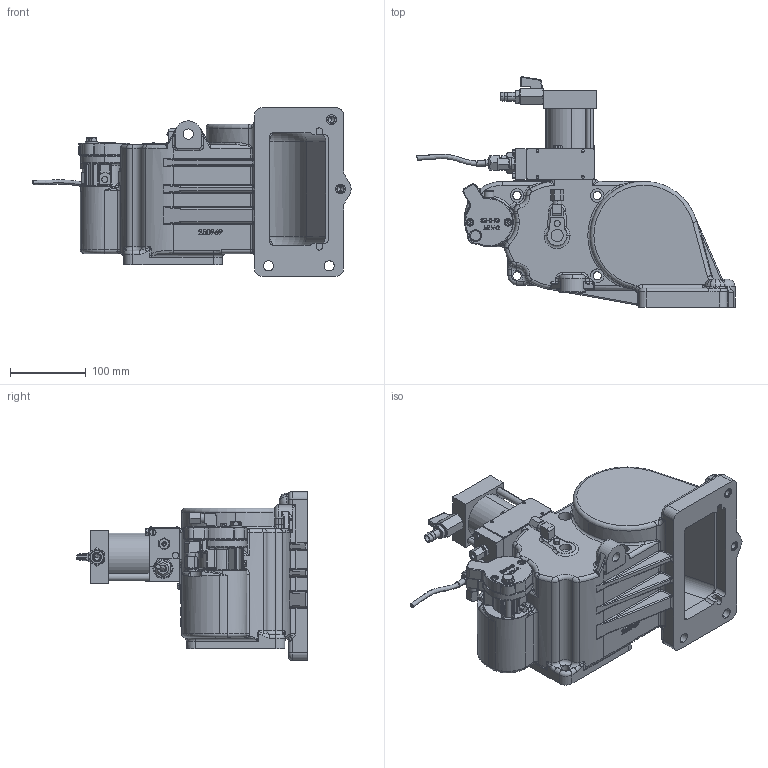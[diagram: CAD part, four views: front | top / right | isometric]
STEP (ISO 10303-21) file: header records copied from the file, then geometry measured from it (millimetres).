
FILE_DESCRIPTION (( 'STEP AP214' ), '1' );
FILE_NAME ('GV80SE-M_252537.STEP', '2014-09-09T11:55:36', ( 'Admin2' ), ( '' ), 'SwSTEP 2.0', 'SolidWorks 2010', '' );
FILE_SCHEMA (( 'AUTOMOTIVE_DESIGN' ));
Length unit declared in the file: millimetre
Products named in the file (1): GV80SE-M_252537
Bounding box: 420.11 x 304.44 x 223 mm (x, y, z)
Volume: 3318830.8 mm3; surface area: 755356.3 mm2
Topology: 50 solids, 50 shells, 3485 faces, 8536 edges, 5165 vertices
Faces by surface type: plane 1148, cylinder 942, bspline 589, cone 404, torus 374, sphere 28
Entity records: 173105 total; most frequent: CARTESIAN_POINT 56547, ORIENTED_EDGE 16730, DIRECTION 15246, EDGE_CURVE 8365, AXIS2_PLACEMENT_3D 5822, VERTEX_POINT 5159, EDGE_LOOP 3824, VECTOR 3602
